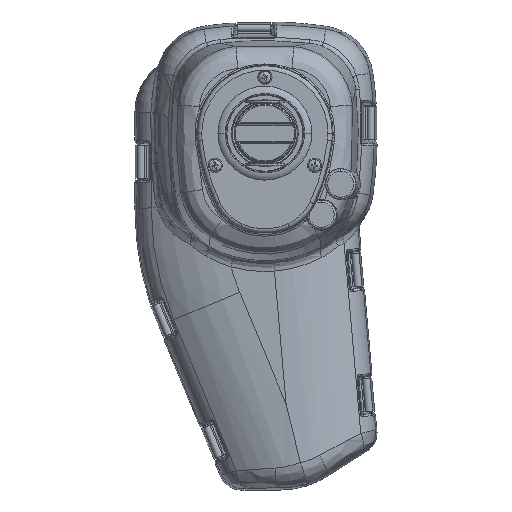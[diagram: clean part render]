
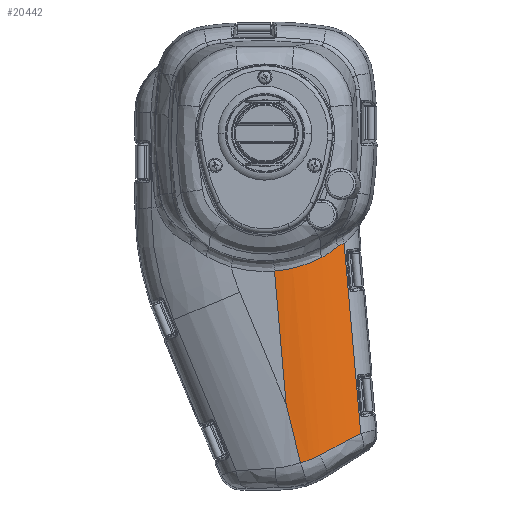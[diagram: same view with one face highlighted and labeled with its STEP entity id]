
A CAD part, top view. The second image highlights one B-rep face of the part: STEP entity #20442.
In plain terms, the highlighted cylindrical face has radius 60 mm (diameter 120 mm), a partial arc.
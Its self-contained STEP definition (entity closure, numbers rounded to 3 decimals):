
#112 = FACE_OUTER_BOUND ( 'NONE', #49148, .T. ) ;
#135 = CYLINDRICAL_SURFACE ( 'NONE', #50293, 60. ) ;
#7676 = ORIENTED_EDGE ( 'NONE', *, *, #48723, .T. ) ;
#7678 = ORIENTED_EDGE ( 'NONE', *, *, #48722, .T. ) ;
#7681 = ORIENTED_EDGE ( 'NONE', *, *, #48721, .T. ) ;
#7684 = ORIENTED_EDGE ( 'NONE', *, *, #48696, .F. ) ;
#7686 = ORIENTED_EDGE ( 'NONE', *, *, #48720, .T. ) ;
#7688 = ORIENTED_EDGE ( 'NONE', *, *, #48719, .T. ) ;
#7691 = ORIENTED_EDGE ( 'NONE', *, *, #48718, .T. ) ;
#7693 = ORIENTED_EDGE ( 'NONE', *, *, #48717, .T. ) ;
#7694 = ORIENTED_EDGE ( 'NONE', *, *, #48716, .F. ) ;
#17088 =( BOUNDED_CURVE ( )  B_SPLINE_CURVE ( 3, ( #29418, #29422, #29429, #29430 ),
 .UNSPECIFIED., .F., .T. ) 
 B_SPLINE_CURVE_WITH_KNOTS ( ( 4, 4 ),
 ( 1.502, 1.571 ),
 .UNSPECIFIED. ) 
 CURVE ( )  GEOMETRIC_REPRESENTATION_ITEM ( )  RATIONAL_B_SPLINE_CURVE ( ( 1., 1., 1., 1. ) ) 
 REPRESENTATION_ITEM ( '' )  );
#17099 = B_SPLINE_CURVE_WITH_KNOTS ( 'NONE', 3,
 ( #29518, #29517, #29525, #29526 ),
 .UNSPECIFIED., .F., .F.,
 ( 4, 4 ),
 ( 0., 0.004 ),
 .UNSPECIFIED. ) ;
#17100 = B_SPLINE_CURVE_WITH_KNOTS ( 'NONE', 3,
 ( #29523, #29524, #29529, #29530, #29531, #29532 ),
 .UNSPECIFIED., .F., .F.,
 ( 4, 2, 4 ),
 ( 0., 0.005, 0.01 ),
 .UNSPECIFIED. ) ;
#17101 = B_SPLINE_CURVE_WITH_KNOTS ( 'NONE', 3,
 ( #29527, #29528, #29535, #29536, #29537, #29538, #29539, #29540, #29541, #29542 ),
 .UNSPECIFIED., .F., .F.,
 ( 4, 2, 2, 2, 4 ),
 ( 0., 0.006, 0.009, 0.012, 0.023 ),
 .UNSPECIFIED. ) ;
#17102 = B_SPLINE_CURVE_WITH_KNOTS ( 'NONE', 3,
 ( #29534, #29533, #29547, #29548 ),
 .UNSPECIFIED., .F., .F.,
 ( 4, 4 ),
 ( 0., 0. ),
 .UNSPECIFIED. ) ;
#17103 = B_SPLINE_CURVE_WITH_KNOTS ( 'NONE', 3,
 ( #29546, #29545, #29551, #29552, #29553, #29554, #29555, #29556 ),
 .UNSPECIFIED., .F., .F.,
 ( 4, 2, 2, 4 ),
 ( 0., 0.002, 0.005, 0.009 ),
 .UNSPECIFIED. ) ;
#17104 =( BOUNDED_CURVE ( )  B_SPLINE_CURVE ( 3, ( #29550, #29549, #29559, #29560 ),
 .UNSPECIFIED., .F., .T. ) 
 B_SPLINE_CURVE_WITH_KNOTS ( ( 4, 4 ),
 ( 1.866, 2.22 ),
 .UNSPECIFIED. ) 
 CURVE ( )  GEOMETRIC_REPRESENTATION_ITEM ( )  RATIONAL_B_SPLINE_CURVE ( ( 1., 0.99, 0.99, 1. ) ) 
 REPRESENTATION_ITEM ( '' )  );
#20442 = ADVANCED_FACE ( 'NONE', ( #112 ), #135, .T. ) ;
#29418 = CARTESIAN_POINT ( 'NONE',  ( 16.139, -149.099, 37.856 ) ) ;
#29422 = CARTESIAN_POINT ( 'NONE',  ( 13.981, -140.284, 37.952 ) ) ;
#29429 = CARTESIAN_POINT ( 'NONE',  ( 11.82, -131.452, 38. ) ) ;
#29430 = CARTESIAN_POINT ( 'NONE',  ( 9.658, -122.615, 38. ) ) ;
#29517 = CARTESIAN_POINT ( 'NONE',  ( 35.062, -49.975, 28.993 ) ) ;
#29518 = CARTESIAN_POINT ( 'NONE',  ( 35.967, -49.444, 28.38 ) ) ;
#29521 = CARTESIAN_POINT ( 'NONE',  ( 34.76, -35.646, 28.38 ) ) ;
#29522 = DIRECTION ( 'NONE',  ( 0.087, -0.996, 0. ) ) ;
#29523 = CARTESIAN_POINT ( 'NONE',  ( 33.137, -50.878, 30.166 ) ) ;
#29524 = CARTESIAN_POINT ( 'NONE',  ( 32.066, -51.874, 30.822 ) ) ;
#29525 = CARTESIAN_POINT ( 'NONE',  ( 34.12, -50.454, 29.589 ) ) ;
#29526 = CARTESIAN_POINT ( 'NONE',  ( 33.137, -50.878, 30.166 ) ) ;
#29527 = CARTESIAN_POINT ( 'NONE',  ( 25.909, -55.967, 33.822 ) ) ;
#29528 = CARTESIAN_POINT ( 'NONE',  ( 24.292, -56.808, 34.486 ) ) ;
#29529 = CARTESIAN_POINT ( 'NONE',  ( 30.924, -52.802, 31.464 ) ) ;
#29530 = CARTESIAN_POINT ( 'NONE',  ( 28.515, -54.502, 32.689 ) ) ;
#29531 = CARTESIAN_POINT ( 'NONE',  ( 27.247, -55.276, 33.273 ) ) ;
#29532 = CARTESIAN_POINT ( 'NONE',  ( 25.909, -55.967, 33.822 ) ) ;
#29533 = CARTESIAN_POINT ( 'NONE',  ( 16.147, -149.135, 37.856 ) ) ;
#29534 = CARTESIAN_POINT ( 'NONE',  ( 16.139, -149.099, 37.856 ) ) ;
#29535 = CARTESIAN_POINT ( 'NONE',  ( 22.621, -57.584, 35.081 ) ) ;
#29536 = CARTESIAN_POINT ( 'NONE',  ( 20.025, -58.637, 35.861 ) ) ;
#29537 = CARTESIAN_POINT ( 'NONE',  ( 19.146, -58.969, 36.102 ) ) ;
#29538 = CARTESIAN_POINT ( 'NONE',  ( 17.377, -59.586, 36.541 ) ) ;
#29539 = CARTESIAN_POINT ( 'NONE',  ( 16.484, -59.873, 36.74 ) ) ;
#29540 = CARTESIAN_POINT ( 'NONE',  ( 11.98, -61.194, 37.626 ) ) ;
#29541 = CARTESIAN_POINT ( 'NONE',  ( 8.248, -61.892, 38. ) ) ;
#29542 = CARTESIAN_POINT ( 'NONE',  ( 4.37, -62.178, 38. ) ) ;
#29543 = CARTESIAN_POINT ( 'NONE',  ( 2.297, -38.486, 38. ) ) ;
#29544 = DIRECTION ( 'NONE',  ( 0.087, -0.996, 0. ) ) ;
#29545 = CARTESIAN_POINT ( 'NONE',  ( 16.925, -149.003, 37.801 ) ) ;
#29546 = CARTESIAN_POINT ( 'NONE',  ( 16.168, -149.204, 37.855 ) ) ;
#29547 = CARTESIAN_POINT ( 'NONE',  ( 16.157, -149.169, 37.856 ) ) ;
#29548 = CARTESIAN_POINT ( 'NONE',  ( 16.168, -149.204, 37.855 ) ) ;
#29549 = CARTESIAN_POINT ( 'NONE',  ( 31.485, -142.257, 35.004 ) ) ;
#29550 = CARTESIAN_POINT ( 'NONE',  ( 24.816, -145.817, 36.557 ) ) ;
#29551 = CARTESIAN_POINT ( 'NONE',  ( 17.674, -148.782, 37.733 ) ) ;
#29552 = CARTESIAN_POINT ( 'NONE',  ( 19.156, -148.297, 37.568 ) ) ;
#29553 = CARTESIAN_POINT ( 'NONE',  ( 19.89, -148.034, 37.472 ) ) ;
#29554 = CARTESIAN_POINT ( 'NONE',  ( 22.058, -147.185, 37.144 ) ) ;
#29555 = CARTESIAN_POINT ( 'NONE',  ( 23.459, -146.542, 36.873 ) ) ;
#29556 = CARTESIAN_POINT ( 'NONE',  ( 24.816, -145.817, 36.557 ) ) ;
#29559 = CARTESIAN_POINT ( 'NONE',  ( 37.79, -138.934, 32.25 ) ) ;
#29560 = CARTESIAN_POINT ( 'NONE',  ( 43.535, -135.954, 28.38 ) ) ;
#36370 = VERTEX_POINT ( 'NONE', #50746 ) ;
#36371 = VERTEX_POINT ( 'NONE', #50753 ) ;
#36372 = VERTEX_POINT ( 'NONE', #50756 ) ;
#36374 = VERTEX_POINT ( 'NONE', #50758 ) ;
#36380 = VERTEX_POINT ( 'NONE', #50765 ) ;
#36387 = VERTEX_POINT ( 'NONE', #50774 ) ;
#36388 = VERTEX_POINT ( 'NONE', #50775 ) ;
#36389 = VERTEX_POINT ( 'NONE', #50776 ) ;
#36391 = VERTEX_POINT ( 'NONE', #50778 ) ;
#46195 = DIRECTION ( 'NONE',  ( 0.996, 0.087, 0. ) ) ;
#46210 = DIRECTION ( 'NONE',  ( 0.087, -0.996, 0. ) ) ;
#46211 = CARTESIAN_POINT ( 'NONE',  ( 2.297, -38.486, -22. ) ) ;
#48696 = EDGE_CURVE ( 'NONE', #36370, #36371, #17088, .T. ) ;
#48716 = EDGE_CURVE ( 'NONE', #36372, #36374, #57300, .T. ) ;
#48717 = EDGE_CURVE ( 'NONE', #36372, #36387, #17099, .T. ) ;
#48718 = EDGE_CURVE ( 'NONE', #36387, #36388, #17100, .T. ) ;
#48719 = EDGE_CURVE ( 'NONE', #36388, #36389, #17101, .T. ) ;
#48720 = EDGE_CURVE ( 'NONE', #36389, #36371, #57303, .T. ) ;
#48721 = EDGE_CURVE ( 'NONE', #36370, #36380, #17102, .T. ) ;
#48722 = EDGE_CURVE ( 'NONE', #36380, #36391, #17103, .T. ) ;
#48723 = EDGE_CURVE ( 'NONE', #36391, #36374, #17104, .T. ) ;
#49148 = EDGE_LOOP ( 'NONE', ( #7694, #7693, #7691, #7688, #7686, #7684, #7681, #7678, #7676 ) ) ;
#50293 = AXIS2_PLACEMENT_3D ( 'NONE', #46211, #46210, #46195 ) ;
#50746 = CARTESIAN_POINT ( 'NONE',  ( 16.139, -149.099, 37.856 ) ) ;
#50753 = CARTESIAN_POINT ( 'NONE',  ( 9.658, -122.615, 38. ) ) ;
#50756 = CARTESIAN_POINT ( 'NONE',  ( 35.967, -49.444, 28.38 ) ) ;
#50758 = CARTESIAN_POINT ( 'NONE',  ( 43.535, -135.954, 28.38 ) ) ;
#50765 = CARTESIAN_POINT ( 'NONE',  ( 16.168, -149.204, 37.855 ) ) ;
#50774 = CARTESIAN_POINT ( 'NONE',  ( 33.137, -50.878, 30.166 ) ) ;
#50775 = CARTESIAN_POINT ( 'NONE',  ( 25.909, -55.967, 33.822 ) ) ;
#50776 = CARTESIAN_POINT ( 'NONE',  ( 4.37, -62.178, 38. ) ) ;
#50778 = CARTESIAN_POINT ( 'NONE',  ( 24.816, -145.817, 36.557 ) ) ;
#57300 = LINE ( 'NONE', #29521, #57306 ) ;
#57303 = LINE ( 'NONE', #29543, #57312 ) ;
#57306 = VECTOR ( 'NONE', #29522, 1000. ) ;
#57312 = VECTOR ( 'NONE', #29544, 1000. ) ;
